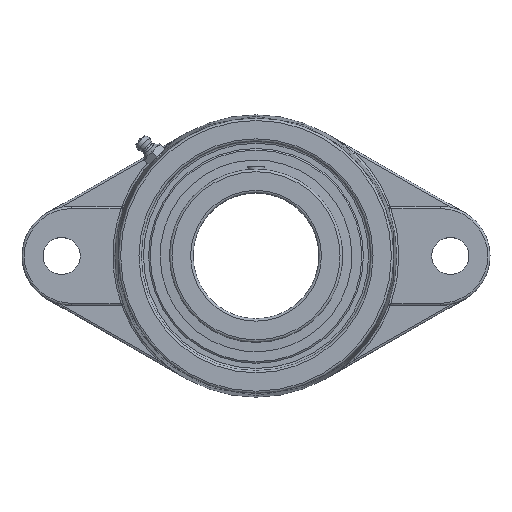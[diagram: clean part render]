
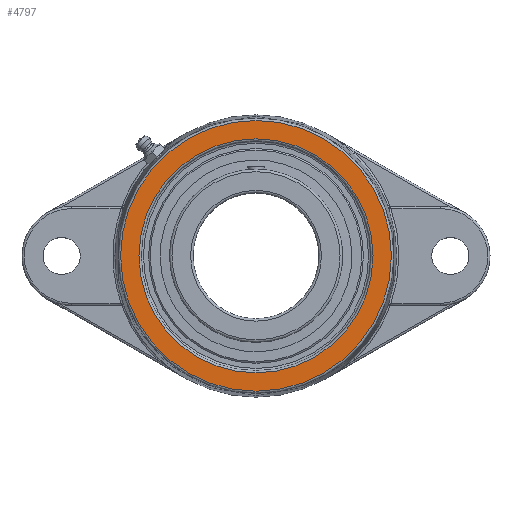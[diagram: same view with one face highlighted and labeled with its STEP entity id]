
A CAD part, top view. The second image highlights one B-rep face of the part: STEP entity #4797.
In plain terms, the highlighted planar face has unit normal (0, 0, 1).
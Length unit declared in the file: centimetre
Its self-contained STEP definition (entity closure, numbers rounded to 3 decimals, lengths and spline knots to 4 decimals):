
#4745=CARTESIAN_POINT('',(-5.4676,0.,3.85));
#4746=VERTEX_POINT('',#4745);
#4758=CARTESIAN_POINT('',(0.,5.4676,3.85));
#4759=VERTEX_POINT('',#4758);
#4760=CARTESIAN_POINT('',(0.,0.,3.85));
#4761=DIRECTION('',(-0.,0.,-1.));
#4762=DIRECTION('',(-0.,-1.,0.));
#4763=AXIS2_PLACEMENT_3D('',#4760,#4761,#4762);
#4764=CIRCLE('',#4763,5.4676);
#4765=EDGE_CURVE('',#4746,#4759,#4764,.T.);
#4767=CARTESIAN_POINT('',(0.,0.,3.85));
#4768=DIRECTION('',(-0.,0.,-1.));
#4769=DIRECTION('',(-0.,-1.,0.));
#4770=AXIS2_PLACEMENT_3D('',#4767,#4768,#4769);
#4771=CIRCLE('',#4770,5.4676);
#4772=EDGE_CURVE('',#4759,#4746,#4771,.T.);
#4777=CARTESIAN_POINT('',(-0.,-0.,3.85));
#4778=DIRECTION('',(0.,0.,1.));
#4779=DIRECTION('',(1.,0.,0.));
#4780=AXIS2_PLACEMENT_3D('',#4777,#4778,#4779);
#4781=PLANE('',#4780);
#4782=CARTESIAN_POINT('',(0.,-4.7259,3.85));
#4783=VERTEX_POINT('',#4782);
#4784=CARTESIAN_POINT('',(0.,0.,3.85));
#4785=DIRECTION('',(0.,-0.,1.));
#4786=DIRECTION('',(0.,1.,0.));
#4787=AXIS2_PLACEMENT_3D('',#4784,#4785,#4786);
#4788=CIRCLE('',#4787,4.7259);
#4789=EDGE_CURVE('',#4783,#4783,#4788,.T.);
#4790=ORIENTED_EDGE('',*,*,#4789,.F.);
#4791=EDGE_LOOP('',(#4790));
#4792=FACE_BOUND('',#4791,.T.);
#4793=ORIENTED_EDGE('',*,*,#4765,.F.);
#4794=ORIENTED_EDGE('',*,*,#4772,.F.);
#4795=EDGE_LOOP('',(#4793,#4794));
#4796=FACE_BOUND('',#4795,.T.);
#4797=ADVANCED_FACE('',(#4792,#4796),#4781,.T.);
